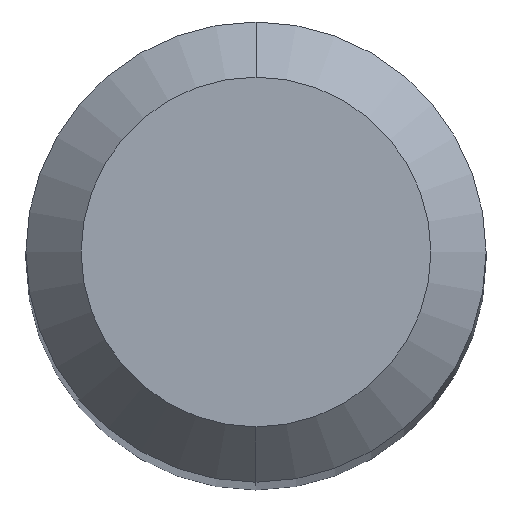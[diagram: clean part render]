
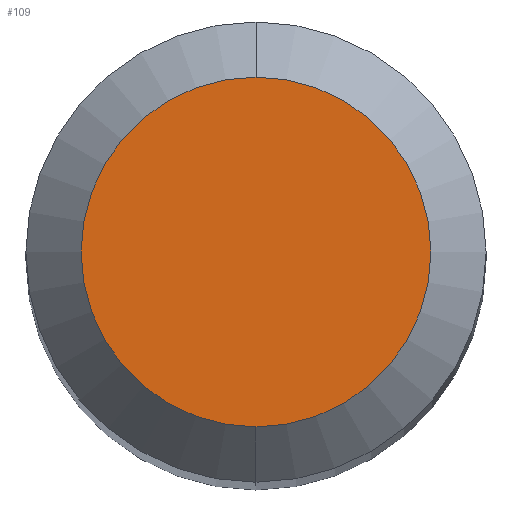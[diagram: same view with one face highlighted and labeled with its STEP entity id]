
A CAD part, top view. The second image highlights one B-rep face of the part: STEP entity #109.
In plain terms, the highlighted planar face has unit normal (0, 0, 1).
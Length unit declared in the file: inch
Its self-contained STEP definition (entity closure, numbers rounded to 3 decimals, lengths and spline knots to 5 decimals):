
#1 = DIRECTION ( 'NONE',  ( 0., -1., 0. ) ) ;
#6 = CARTESIAN_POINT ( 'NONE',  ( 0., 0.0475, 0. ) ) ;
#12 = DIRECTION ( 'NONE',  ( 0., 0., 1. ) ) ;
#28 = EDGE_CURVE ( 'NONE', #198, #507, #217, .T. ) ;
#47 = FACE_OUTER_BOUND ( 'NONE', #262, .T. ) ;
#72 = AXIS2_PLACEMENT_3D ( 'NONE', #6, #324, #294 ) ;
#106 = ORIENTED_EDGE ( 'NONE', *, *, #28, .T. ) ;
#109 = ADVANCED_FACE ( 'NONE', ( #47 ), #330, .F. ) ;
#153 = CARTESIAN_POINT ( 'NONE',  ( 0., 0., 0. ) ) ;
#173 = CARTESIAN_POINT ( 'NONE',  ( 0., 0.0475, 0. ) ) ;
#198 = VERTEX_POINT ( 'NONE', #173 ) ;
#215 = AXIS2_PLACEMENT_3D ( 'NONE', #438, #12, #486 ) ;
#217 = CIRCLE ( 'NONE', #215, 0.0475 ) ;
#250 = CARTESIAN_POINT ( 'NONE',  ( 0., -0.0475, 0. ) ) ;
#262 = EDGE_LOOP ( 'NONE', ( #106, #319 ) ) ;
#272 = CIRCLE ( 'NONE', #325, 0.0475 ) ;
#294 = DIRECTION ( 'NONE',  ( 0., 1., 0. ) ) ;
#319 = ORIENTED_EDGE ( 'NONE', *, *, #461, .T. ) ;
#324 = DIRECTION ( 'NONE',  ( 0., 0., -1. ) ) ;
#325 = AXIS2_PLACEMENT_3D ( 'NONE', #153, #393, #1 ) ;
#330 = PLANE ( 'NONE',  #72 ) ;
#393 = DIRECTION ( 'NONE',  ( 0., 0., 1. ) ) ;
#438 = CARTESIAN_POINT ( 'NONE',  ( 0., 0., 0. ) ) ;
#461 = EDGE_CURVE ( 'NONE', #507, #198, #272, .T. ) ;
#486 = DIRECTION ( 'NONE',  ( 0., -1., 0. ) ) ;
#507 = VERTEX_POINT ( 'NONE', #250 ) ;
